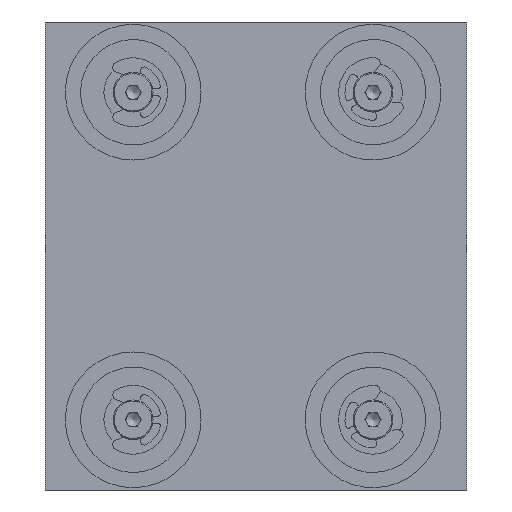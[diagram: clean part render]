
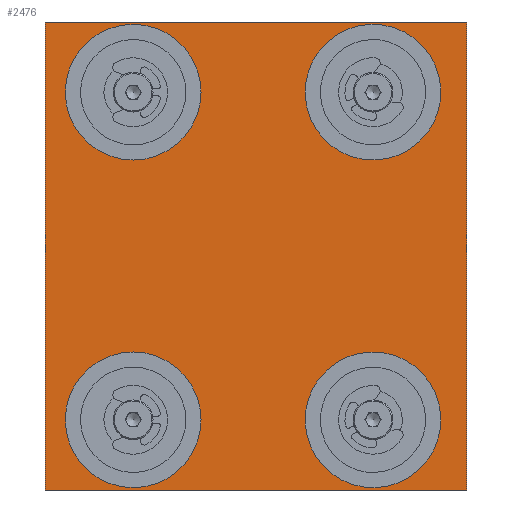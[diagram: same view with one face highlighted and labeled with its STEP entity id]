
A CAD part, front view. The second image highlights one B-rep face of the part: STEP entity #2476.
In plain terms, the highlighted planar face has unit normal (0, -1, 0).
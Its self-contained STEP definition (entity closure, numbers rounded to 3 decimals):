
#147=LINE('',#4045,#346);
#151=LINE('',#4053,#350);
#157=LINE('',#4064,#356);
#158=LINE('',#4066,#357);
#346=VECTOR('',#3215,10.);
#350=VECTOR('',#3221,10.);
#356=VECTOR('',#3231,10.);
#357=VECTOR('',#3234,10.);
#590=FACE_BOUND('',#801,.T.);
#591=FACE_BOUND('',#802,.T.);
#592=FACE_BOUND('',#803,.T.);
#593=FACE_BOUND('',#804,.T.);
#631=FACE_OUTER_BOUND('',#800,.T.);
#800=EDGE_LOOP('',(#1732,#1733,#1734,#1735));
#801=EDGE_LOOP('',(#1736));
#802=EDGE_LOOP('',(#1737));
#803=EDGE_LOOP('',(#1738));
#804=EDGE_LOOP('',(#1739));
#973=CIRCLE('',#2831,8.);
#977=CIRCLE('',#2838,8.);
#981=CIRCLE('',#2845,8.);
#985=CIRCLE('',#2852,8.);
#1109=VERTEX_POINT('',#4000);
#1113=VERTEX_POINT('',#4013);
#1117=VERTEX_POINT('',#4026);
#1121=VERTEX_POINT('',#4039);
#1122=VERTEX_POINT('',#4043);
#1123=VERTEX_POINT('',#4044);
#1126=VERTEX_POINT('',#4052);
#1129=VERTEX_POINT('',#4062);
#1330=EDGE_CURVE('',#1109,#1109,#973,.T.);
#1336=EDGE_CURVE('',#1113,#1113,#977,.T.);
#1342=EDGE_CURVE('',#1117,#1117,#981,.T.);
#1348=EDGE_CURVE('',#1121,#1121,#985,.T.);
#1349=EDGE_CURVE('',#1122,#1123,#147,.T.);
#1353=EDGE_CURVE('',#1126,#1123,#151,.T.);
#1359=EDGE_CURVE('',#1122,#1129,#157,.T.);
#1360=EDGE_CURVE('',#1126,#1129,#158,.T.);
#1732=ORIENTED_EDGE('',*,*,#1359,.T.);
#1733=ORIENTED_EDGE('',*,*,#1360,.F.);
#1734=ORIENTED_EDGE('',*,*,#1353,.T.);
#1735=ORIENTED_EDGE('',*,*,#1349,.F.);
#1736=ORIENTED_EDGE('',*,*,#1330,.T.);
#1737=ORIENTED_EDGE('',*,*,#1336,.T.);
#1738=ORIENTED_EDGE('',*,*,#1342,.T.);
#1739=ORIENTED_EDGE('',*,*,#1348,.T.);
#2374=PLANE('',#2857);
#2476=ADVANCED_FACE('',(#631,#590,#591,#592,#593),#2374,.T.);
#2831=AXIS2_PLACEMENT_3D('',#4002,#3163,#3164);
#2838=AXIS2_PLACEMENT_3D('',#4015,#3179,#3180);
#2845=AXIS2_PLACEMENT_3D('',#4028,#3195,#3196);
#2852=AXIS2_PLACEMENT_3D('',#4041,#3211,#3212);
#2857=AXIS2_PLACEMENT_3D('',#4065,#3232,#3233);
#3163=DIRECTION('center_axis',(0.,1.,0.));
#3164=DIRECTION('ref_axis',(1.,0.,0.));
#3179=DIRECTION('center_axis',(0.,1.,0.));
#3180=DIRECTION('ref_axis',(1.,0.,0.));
#3195=DIRECTION('center_axis',(0.,1.,0.));
#3196=DIRECTION('ref_axis',(1.,0.,0.));
#3211=DIRECTION('center_axis',(0.,1.,0.));
#3212=DIRECTION('ref_axis',(1.,0.,0.));
#3215=DIRECTION('',(-1.,0.,0.));
#3221=DIRECTION('',(0.,0.,-1.));
#3231=DIRECTION('',(0.,0.,1.));
#3232=DIRECTION('center_axis',(0.,-1.,0.));
#3233=DIRECTION('ref_axis',(1.,0.,0.));
#3234=DIRECTION('',(1.,0.,0.));
#4000=CARTESIAN_POINT('',(42.,-12.5,-70.));
#4002=CARTESIAN_POINT('Origin',(50.,-12.5,-70.));
#4013=CARTESIAN_POINT('',(-58.,-12.5,-70.));
#4015=CARTESIAN_POINT('Origin',(-50.,-12.5,-70.));
#4026=CARTESIAN_POINT('',(-58.,-12.5,70.));
#4028=CARTESIAN_POINT('Origin',(-50.,-12.5,70.));
#4039=CARTESIAN_POINT('',(42.,-12.5,70.));
#4041=CARTESIAN_POINT('Origin',(50.,-12.5,70.));
#4043=CARTESIAN_POINT('',(90.,-12.5,-100.));
#4044=CARTESIAN_POINT('',(-90.,-12.5,-100.));
#4045=CARTESIAN_POINT('',(90.,-12.5,-100.));
#4052=CARTESIAN_POINT('',(-90.,-12.5,100.));
#4053=CARTESIAN_POINT('',(-90.,-12.5,0.));
#4062=CARTESIAN_POINT('',(90.,-12.5,100.));
#4064=CARTESIAN_POINT('',(90.,-12.5,0.));
#4065=CARTESIAN_POINT('Origin',(-90.,-12.5,0.));
#4066=CARTESIAN_POINT('',(90.,-12.5,100.));
